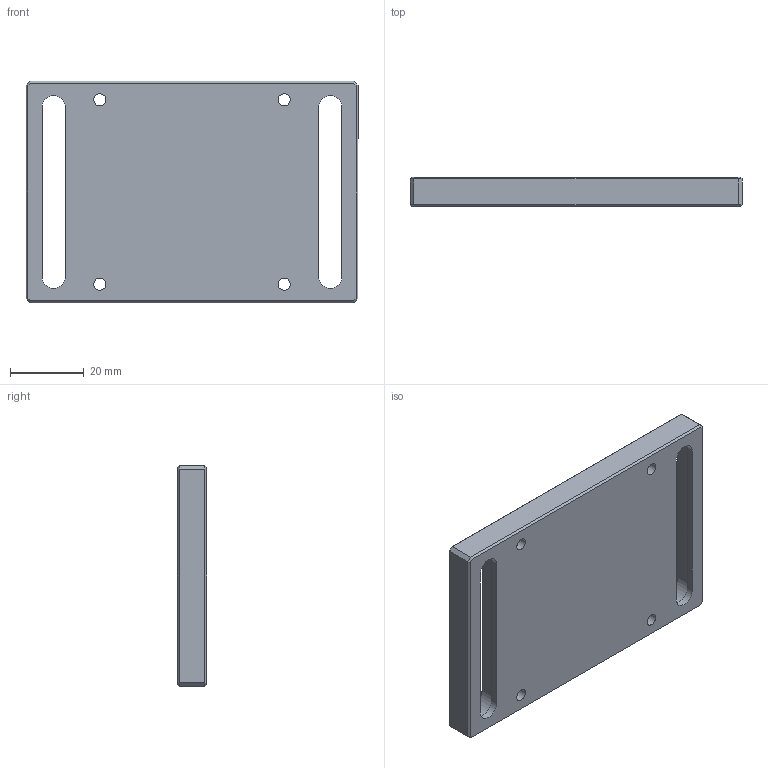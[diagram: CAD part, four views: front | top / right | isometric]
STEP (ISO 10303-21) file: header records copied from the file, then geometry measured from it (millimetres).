
FILE_DESCRIPTION (( 'STEP AP203' ), '1' );
FILE_NAME ('90-65-8-蛌諉啣.STEP', '2025-05-19T03:32:41', ( 'Windows User' ), ( 'P R C' ), 'SwSTEP 2.0', 'SolidWorks 2020', '' );
FILE_SCHEMA (( 'CONFIG_CONTROL_DESIGN' ));
Length unit declared in the file: millimetre
Products named in the file (1): 90-65-8-蛌諉啣
Bounding box: 90 x 8 x 60 mm (x, y, z)
Volume: 34580.1 mm3; surface area: 13890.2 mm2
Topology: 1 solids, 1 shells, 60 faces, 140 edges, 84 vertices
Faces by surface type: plane 40, cylinder 12, cone 8
Full cylindrical faces by diameter (mm): 3.3 x4
Entity records: 1733 total; most frequent: DIRECTION 286, CARTESIAN_POINT 277, ORIENTED_EDGE 264, EDGE_CURVE 132, VECTOR 100, LINE 100, AXIS2_PLACEMENT_3D 93, VERTEX_POINT 84
